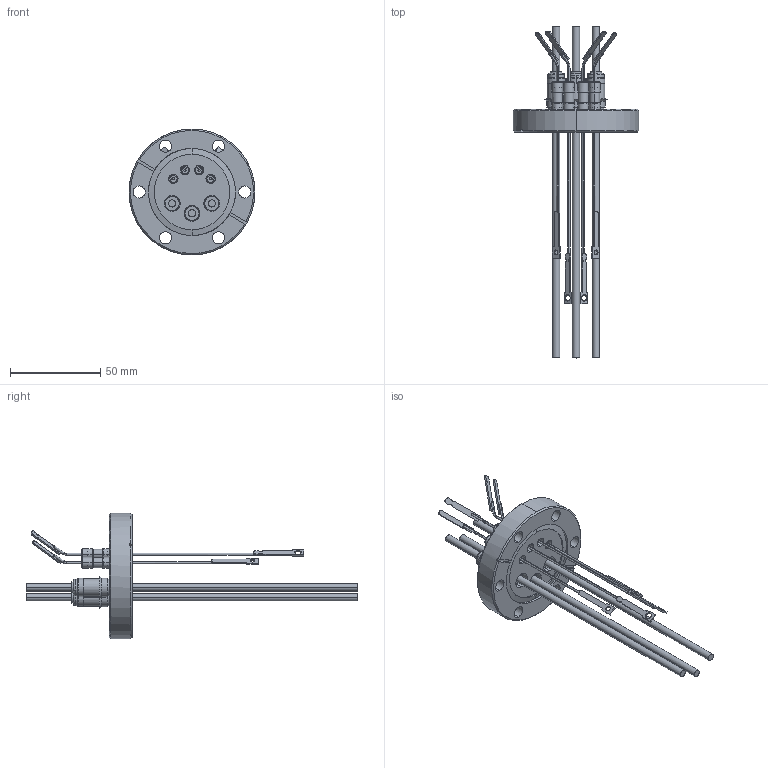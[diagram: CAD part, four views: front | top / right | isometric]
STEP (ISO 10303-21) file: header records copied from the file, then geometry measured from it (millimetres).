
FILE_DESCRIPTION (( 'STEP AP203' ), '1' );
FILE_NAME ('A0800-4-CF.STEP', '2013-05-09T11:16:52', ( '' ), ( '' ), 'SwSTEP 2.0', 'SolidWorks 2012', '' );
FILE_SCHEMA (( 'CONFIG_CONTROL_DESIGN' ));
Length unit declared in the file: inch
Products named in the file (1): A0800-4-CF
Bounding box: 69.85 x 184.15 x 69.85 mm (x, y, z)
Volume: 55135.8 mm3; surface area: 27141.4 mm2
Topology: 1 solids, 5 shells, 530 faces, 1346 edges, 873 vertices
Faces by surface type: cylinder 237, plane 141, cone 98, bspline 54
Entity records: 17360 total; most frequent: CARTESIAN_POINT 4036, DIRECTION 3005, ORIENTED_EDGE 2692, EDGE_CURVE 1346, AXIS2_PLACEMENT_3D 1230, VERTEX_POINT 873, CIRCLE 753, EDGE_LOOP 609
